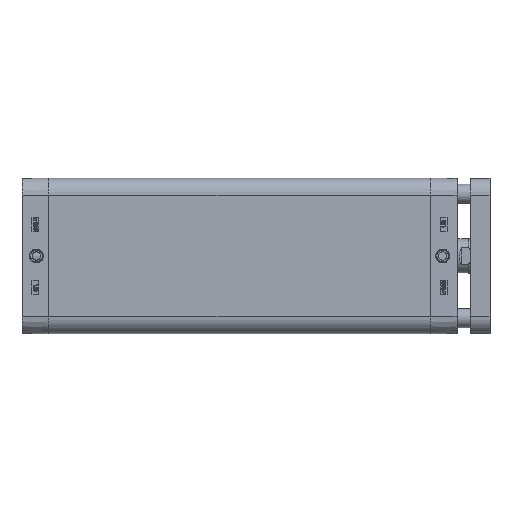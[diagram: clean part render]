
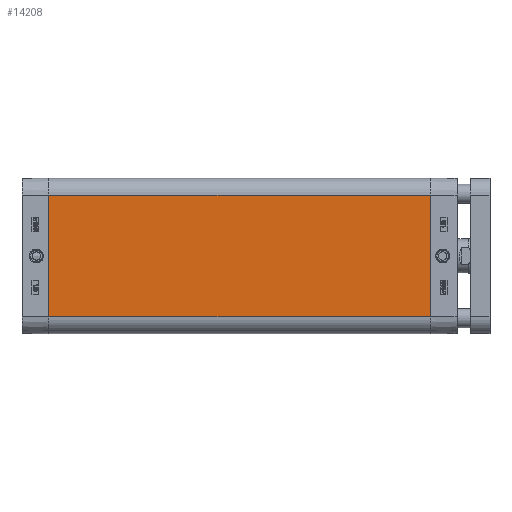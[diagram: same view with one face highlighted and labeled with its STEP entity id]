
A CAD part, left-side view. The second image highlights one B-rep face of the part: STEP entity #14208.
In plain terms, the highlighted planar face has unit normal (-1, 0, 0).
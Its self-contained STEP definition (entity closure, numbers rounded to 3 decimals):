
#1001=CARTESIAN_POINT('',(-56.65,0.0,44.4));
#1002=VERTEX_POINT('',#1001);
#1220=CARTESIAN_POINT('',(-56.65,0.0,-44.4));
#1221=VERTEX_POINT('',#1220);
#7482=CARTESIAN_POINT('',(-56.65,0.0,-44.4));
#7483=DIRECTION('',(0.0,0.0,1.0));
#7484=VECTOR('',#7483,88.8);
#7485=LINE('',#7482,#7484);
#7486=EDGE_CURVE('',#1221,#1002,#7485,.T.);
#14165=CARTESIAN_POINT('',(-56.65,-278.0,44.4));
#14166=VERTEX_POINT('',#14165);
#14176=CARTESIAN_POINT('',(-56.65,0.0,44.4));
#14177=DIRECTION('',(0.0,-1.0,0.0));
#14178=VECTOR('',#14177,278.0);
#14179=LINE('',#14176,#14178);
#14180=EDGE_CURVE('',#1002,#14166,#14179,.T.);
#14185=CARTESIAN_POINT('',(-56.65,0.0,-44.4));
#14186=DIRECTION('',(-1.0,0.0,0.0));
#14187=DIRECTION('',(0.0,0.0,1.0));
#14188=AXIS2_PLACEMENT_3D('',#14185,#14186,#14187);
#14189=PLANE('',#14188);
#14190=CARTESIAN_POINT('',(-56.65,-278.0,-44.4));
#14191=VERTEX_POINT('',#14190);
#14192=CARTESIAN_POINT('',(-56.65,-278.0,-44.4));
#14193=DIRECTION('',(0.0,0.0,1.0));
#14194=VECTOR('',#14193,88.8);
#14195=LINE('',#14192,#14194);
#14196=EDGE_CURVE('',#14191,#14166,#14195,.T.);
#14197=ORIENTED_EDGE('',*,*,#14196,.T.);
#14198=ORIENTED_EDGE('',*,*,#14180,.F.);
#14199=ORIENTED_EDGE('',*,*,#7486,.F.);
#14200=CARTESIAN_POINT('',(-56.65,0.0,-44.4));
#14201=DIRECTION('',(0.0,-1.0,0.0));
#14202=VECTOR('',#14201,278.0);
#14203=LINE('',#14200,#14202);
#14204=EDGE_CURVE('',#1221,#14191,#14203,.T.);
#14205=ORIENTED_EDGE('',*,*,#14204,.T.);
#14206=EDGE_LOOP('',(#14197,#14198,#14199,#14205));
#14207=FACE_OUTER_BOUND('',#14206,.T.);
#14208=ADVANCED_FACE('',(#14207),#14189,.T.);
